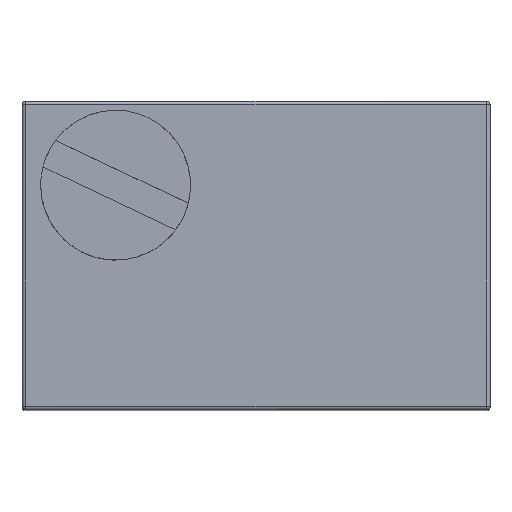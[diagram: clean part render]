
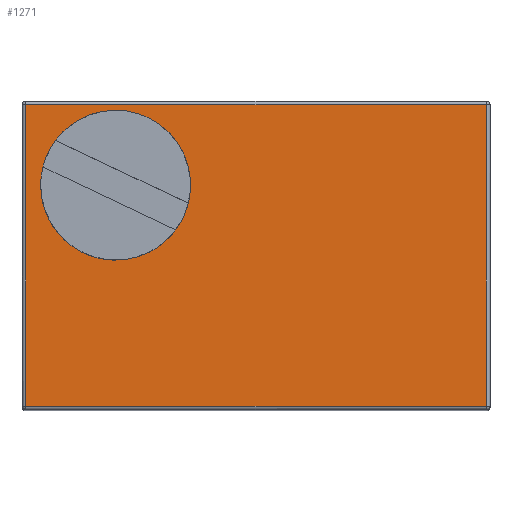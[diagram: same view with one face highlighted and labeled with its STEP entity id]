
A CAD part, top view. The second image highlights one B-rep face of the part: STEP entity #1271.
In plain terms, the highlighted free-form (B-spline) face has degree [1, 1] with [2, 2] control points.
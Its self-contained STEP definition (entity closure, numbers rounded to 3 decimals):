
#740 = VERTEX_POINT('',#741);
#741 = CARTESIAN_POINT('',(-0.392,-0.505,9.234)
  );
#767 = VERTEX_POINT('',#768);
#768 = CARTESIAN_POINT('',(-0.392,4.002,9.234)
  );
#835 = EDGE_CURVE('',#740,#767,#836,.T.);
#836 = B_SPLINE_CURVE_WITH_KNOTS('',1,(#837,#838),.UNSPECIFIED.,.F.,.F.,
  (2,2),(-2.046,2.046),.PIECEWISE_BEZIER_KNOTS.);
#837 = CARTESIAN_POINT('',(-0.392,-0.505,9.234)
  );
#838 = CARTESIAN_POINT('',(-0.392,4.002,9.234)
  );
#857 = VERTEX_POINT('',#858);
#858 = CARTESIAN_POINT('',(6.493,-0.505,9.234)
  );
#925 = VERTEX_POINT('',#926);
#926 = CARTESIAN_POINT('',(6.493,4.002,9.234)
  );
#993 = EDGE_CURVE('',#767,#925,#994,.T.);
#994 = B_SPLINE_CURVE_WITH_KNOTS('',1,(#995,#996),.UNSPECIFIED.,.F.,.F.,
  (2,2),(-3.125,3.125),.PIECEWISE_BEZIER_KNOTS.);
#995 = CARTESIAN_POINT('',(-0.392,4.002,9.234)
  );
#996 = CARTESIAN_POINT('',(6.493,4.002,9.234)
  );
#1015 = EDGE_CURVE('',#925,#857,#1016,.T.);
#1016 = B_SPLINE_CURVE_WITH_KNOTS('',1,(#1017,#1018),.UNSPECIFIED.,.F.,
  .F.,(2,2),(-4.141,-0.05),.PIECEWISE_BEZIER_KNOTS.);
#1017 = CARTESIAN_POINT('',(6.493,4.002,9.234)
  );
#1018 = CARTESIAN_POINT('',(6.493,-0.505,9.234
    ));
#1037 = EDGE_CURVE('',#857,#740,#1038,.T.);
#1038 = B_SPLINE_CURVE_WITH_KNOTS('',1,(#1039,#1040),.UNSPECIFIED.,.F.,
  .F.,(2,2),(-6.3,-0.05),.PIECEWISE_BEZIER_KNOTS.);
#1039 = CARTESIAN_POINT('',(6.493,-0.505,9.234
    ));
#1040 = CARTESIAN_POINT('',(-0.392,-0.505,9.234
    ));
#1271 = ADVANCED_FACE('',(#1272),#1278,.T.);
#1272 = FACE_BOUND('',#1273,.T.);
#1273 = EDGE_LOOP('',(#1274,#1275,#1276,#1277));
#1274 = ORIENTED_EDGE('',*,*,#835,.F.);
#1275 = ORIENTED_EDGE('',*,*,#1037,.F.);
#1276 = ORIENTED_EDGE('',*,*,#1015,.F.);
#1277 = ORIENTED_EDGE('',*,*,#993,.F.);
#1278 = B_SPLINE_SURFACE_WITH_KNOTS('',1,1,(
    (#1279,#1280)
    ,(#1281,#1282
  )),.UNSPECIFIED.,.F.,.F.,.F.,(2,2),(2,2),(0.05,4.141),(-6.3,-0.05)
  ,.PIECEWISE_BEZIER_KNOTS.);
#1279 = CARTESIAN_POINT('',(6.493,-0.505,9.234
    ));
#1280 = CARTESIAN_POINT('',(-0.392,-0.505,9.234
    ));
#1281 = CARTESIAN_POINT('',(6.493,4.002,9.234)
  );
#1282 = CARTESIAN_POINT('',(-0.392,4.002,9.234)
  );
